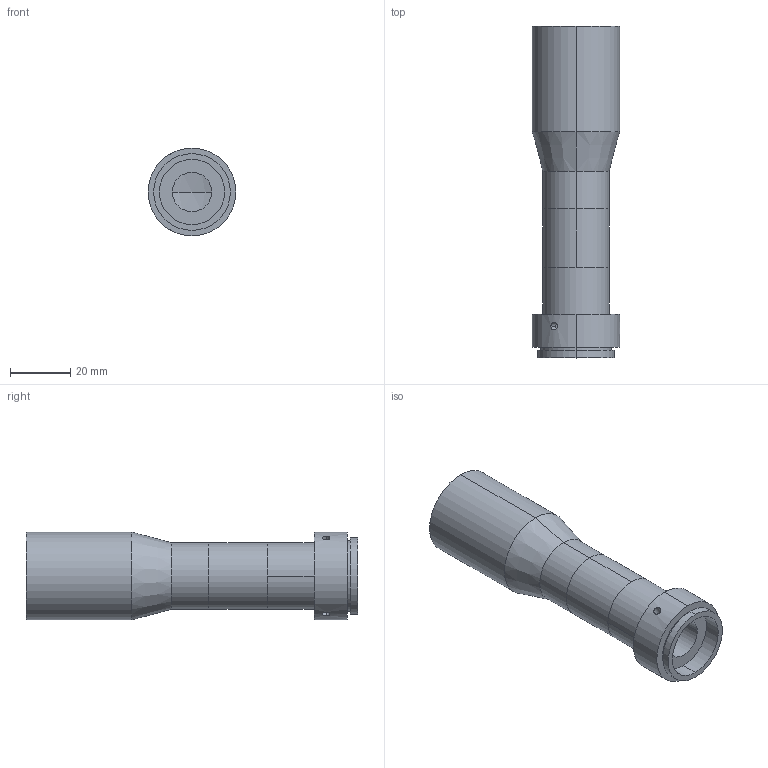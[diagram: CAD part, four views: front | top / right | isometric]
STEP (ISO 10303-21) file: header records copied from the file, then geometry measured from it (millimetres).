
FILE_DESCRIPTION (( 'STEP AP203' ), '1' );
FILE_NAME ('XF-T05X110.STEP', '2015-07-31T06:08:32', ( 'Lxtx999.CoM' ), ( 'Lxtx999.CoM' ), 'SwSTEP 2.0', 'SolidWorks 2014', '' );
FILE_SCHEMA (( 'CONFIG_CONTROL_DESIGN' ));
Length unit declared in the file: millimetre
Products named in the file (1): XF-T05X110
Bounding box: 29 x 109.79 x 29 mm (x, y, z)
Surface area: 12163.9 mm2 (no closed solid volume)
Topology: 0 solids, 9 shells, 52 faces, 134 edges, 93 vertices
Faces by surface type: cylinder 28, plane 18, cone 4, sphere 2
Entity records: 1891 total; most frequent: CARTESIAN_POINT 508, DIRECTION 302, ORIENTED_EDGE 222, EDGE_CURVE 134, AXIS2_PLACEMENT_3D 127, VERTEX_POINT 93, CIRCLE 74, EDGE_LOOP 65
